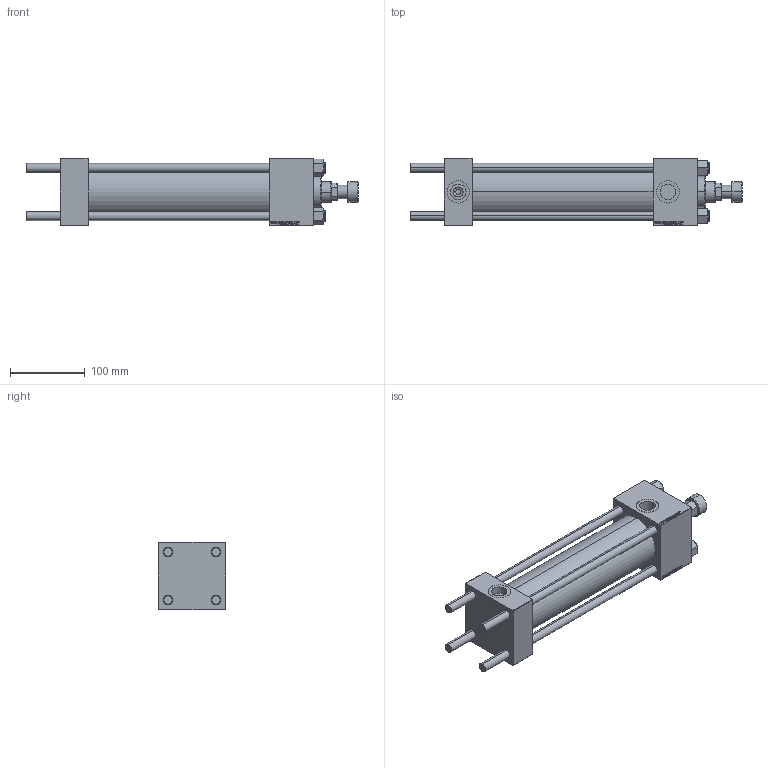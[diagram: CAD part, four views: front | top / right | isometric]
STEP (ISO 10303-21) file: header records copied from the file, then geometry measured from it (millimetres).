
FILE_DESCRIPTION (( 'STEP AP203' ), '1' );
FILE_NAME ('c043.STEP', '2023-08-22T23:43:12', ( '' ), ( '' ), 'SwSTEP 2.0', 'SolidWorks 2019', '' );
FILE_SCHEMA (( 'CONFIG_CONTROL_DESIGN' ));
Length unit declared in the file: millimetre
Products named in the file (7): CR025_012_A_0_G_A_G_M_020_+#_##_TYCINKA 5602c1d0f3925c6f0e9091d511cd15c4; V215CR_BODY_A 5602c1d0f3925c6f0e9091d511cd15c4; c043; V215CR_VCP 5602c1d0f3925c6f0e9091d511cd15c4; V215CR_ROD_END_F 5602c1d0f3925c6f0e9091d511cd15c4; V215_VC_A 5602c1d0f3925c6f0e9091d511cd15c4; NUT_M5 5602c1d0f3925c6f0e9091d511cd15c4
Assembly tree (12 placements, depth 2):
  c043
    V215CR_BODY_A 5602c1d0f3925c6f0e9091d511cd15c4
    CR025_012_A_0_G_A_G_M_020_+#_##_TYCINKA 5602c1d0f3925c6f0e9091d511cd15c4  x4
    NUT_M5 5602c1d0f3925c6f0e9091d511cd15c4  x4
    V215CR_VCP 5602c1d0f3925c6f0e9091d511cd15c4
    V215_VC_A 5602c1d0f3925c6f0e9091d511cd15c4
    V215CR_ROD_END_F 5602c1d0f3925c6f0e9091d511cd15c4
Bounding box: 444 x 90 x 90 mm (x, y, z)
Volume: 1302196.4 mm3; surface area: 318102 mm2
Topology: 12 solids, 12 shells, 1148 faces, 2877 edges, 1866 vertices
Faces by surface type: plane 524, bspline 392, cone 138, cylinder 82, torus 12
Entity records: 50272 total; most frequent: CARTESIAN_POINT 27019, ORIENTED_EDGE 5246, DIRECTION 3317, EDGE_CURVE 2623, VERTEX_POINT 1722, LINE 1589, VECTOR 1589, EDGE_LOOP 1159
